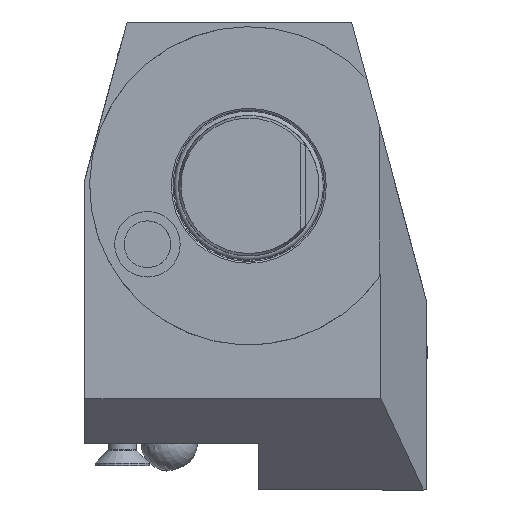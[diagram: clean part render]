
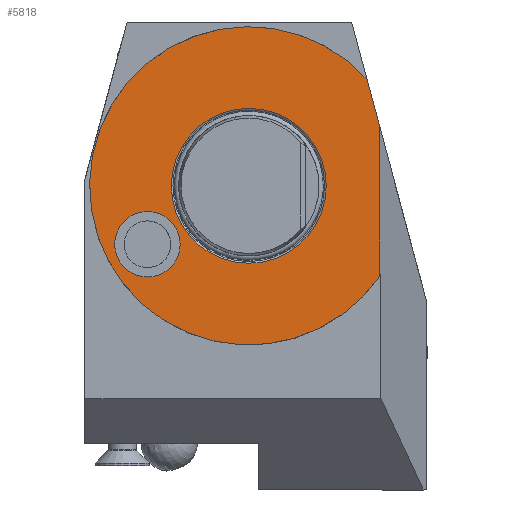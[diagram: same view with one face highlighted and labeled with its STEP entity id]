
A CAD part, front view. The second image highlights one B-rep face of the part: STEP entity #5818.
In plain terms, the highlighted planar face has unit normal (0, -1, 0).
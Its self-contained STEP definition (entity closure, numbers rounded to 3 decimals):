
#194 = DIRECTION ( 'NONE',  ( 0., -1., 0. ) ) ;
#529 = ORIENTED_EDGE ( 'NONE', *, *, #9454, .F. ) ;
#823 = VERTEX_POINT ( 'NONE', #6531 ) ;
#933 = CARTESIAN_POINT ( 'NONE',  ( 0., 0., 0. ) ) ;
#1176 = LINE ( 'NONE', #2351, #5010 ) ;
#1219 = ORIENTED_EDGE ( 'NONE', *, *, #6141, .F. ) ;
#1655 = EDGE_LOOP ( 'NONE', ( #529 ) ) ;
#1659 = CARTESIAN_POINT ( 'NONE',  ( 0., 0., 0. ) ) ;
#1724 = DIRECTION ( 'NONE',  ( -1., 0., 0. ) ) ;
#2225 = FACE_BOUND ( 'NONE', #5038, .T. ) ;
#2351 = CARTESIAN_POINT ( 'NONE',  ( 28., 0., 35. ) ) ;
#2432 = DIRECTION ( 'NONE',  ( -1., 0., 0. ) ) ;
#2482 = FACE_BOUND ( 'NONE', #1655, .T. ) ;
#2554 = AXIS2_PLACEMENT_3D ( 'NONE', #8006, #3466, #8793 ) ;
#2664 = CARTESIAN_POINT ( 'NONE',  ( -21.651, 0., -19.5 ) ) ;
#2832 = CIRCLE ( 'NONE', #5335, 7. ) ;
#3411 = EDGE_LOOP ( 'NONE', ( #3735, #7321, #1219 ) ) ;
#3466 = DIRECTION ( 'NONE',  ( 0., -1., 0. ) ) ;
#3735 = ORIENTED_EDGE ( 'NONE', *, *, #4621, .F. ) ;
#4621 = EDGE_CURVE ( 'NONE', #823, #6092, #1176, .T. ) ;
#4792 = CARTESIAN_POINT ( 'NONE',  ( -21.651, 0., -12.5 ) ) ;
#4952 = VERTEX_POINT ( 'NONE', #6661 ) ;
#5010 = VECTOR ( 'NONE', #8421, 1000. ) ;
#5038 = EDGE_LOOP ( 'NONE', ( #6832 ) ) ;
#5080 = AXIS2_PLACEMENT_3D ( 'NONE', #933, #6258, #1724 ) ;
#5335 = AXIS2_PLACEMENT_3D ( 'NONE', #4792, #194, #5561 ) ;
#5561 = DIRECTION ( 'NONE',  ( 0., 0., -1. ) ) ;
#5693 = LINE ( 'NONE', #5765, #7705 ) ;
#5765 = CARTESIAN_POINT ( 'NONE',  ( 28.168, 0., 11.982 ) ) ;
#5818 = ADVANCED_FACE ( 'NONE', ( #6263, #2482, #2225 ), #8753, .T. ) ;
#5924 = VERTEX_POINT ( 'NONE', #6419 ) ;
#5980 = AXIS2_PLACEMENT_3D ( 'NONE', #1659, #6952, #2432 ) ;
#6092 = VERTEX_POINT ( 'NONE', #8363 ) ;
#6141 = EDGE_CURVE ( 'NONE', #6092, #4952, #9472, .T. ) ;
#6258 = DIRECTION ( 'NONE',  ( 0., 1., 0. ) ) ;
#6263 = FACE_OUTER_BOUND ( 'NONE', #3411, .T. ) ;
#6419 = CARTESIAN_POINT ( 'NONE',  ( -16.55, 0., 0. ) ) ;
#6531 = CARTESIAN_POINT ( 'NONE',  ( 28., 0., 12.608 ) ) ;
#6542 = DIRECTION ( 'NONE',  ( -0.259, 0., 0.966 ) ) ;
#6635 = CIRCLE ( 'NONE', #5080, 16.55 ) ;
#6661 = CARTESIAN_POINT ( 'NONE',  ( 25.289, 0., 22.726 ) ) ;
#6832 = ORIENTED_EDGE ( 'NONE', *, *, #8829, .T. ) ;
#6952 = DIRECTION ( 'NONE',  ( 0., 1., 0. ) ) ;
#7321 = ORIENTED_EDGE ( 'NONE', *, *, #9091, .T. ) ;
#7705 = VECTOR ( 'NONE', #6542, 1000. ) ;
#8006 = CARTESIAN_POINT ( 'NONE',  ( -16.55, 0., 0. ) ) ;
#8363 = CARTESIAN_POINT ( 'NONE',  ( 28., 0., -19.287 ) ) ;
#8421 = DIRECTION ( 'NONE',  ( 0., 0., -1. ) ) ;
#8753 = PLANE ( 'NONE',  #2554 ) ;
#8793 = DIRECTION ( 'NONE',  ( 1., 0., 0. ) ) ;
#8829 = EDGE_CURVE ( 'NONE', #5924, #5924, #6635, .T. ) ;
#9091 = EDGE_CURVE ( 'NONE', #823, #4952, #5693, .T. ) ;
#9454 = EDGE_CURVE ( 'NONE', #9750, #9750, #2832, .T. ) ;
#9472 = CIRCLE ( 'NONE', #5980, 34. ) ;
#9750 = VERTEX_POINT ( 'NONE', #2664 ) ;
